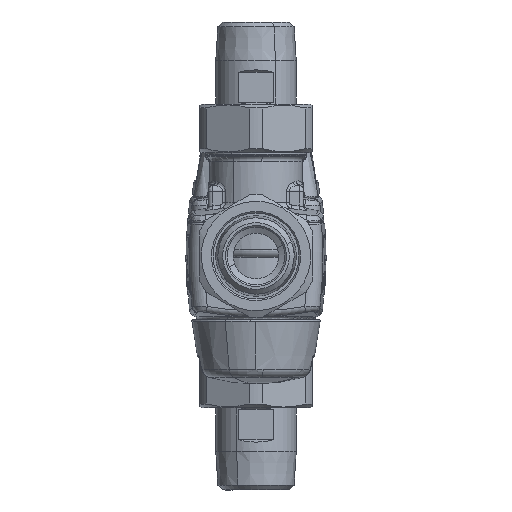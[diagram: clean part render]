
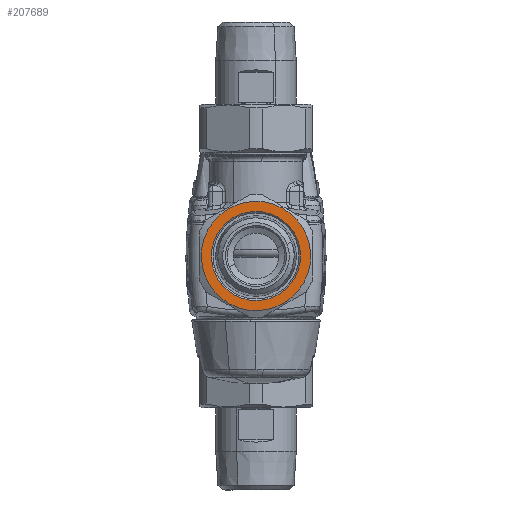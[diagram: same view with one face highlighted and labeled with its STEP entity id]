
A CAD part, front view. The second image highlights one B-rep face of the part: STEP entity #207689.
In plain terms, the highlighted face is planar.
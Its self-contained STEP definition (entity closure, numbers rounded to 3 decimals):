
#207000=CARTESIAN_POINT('Vertex',(8.63,15.796,16.)) ;
#207003=CARTESIAN_POINT('Axis2P3D Location',(0.,0.,16.)) ;
#207007=CARTESIAN_POINT('Vertex',(-8.63,-15.796,16.)) ;
#207190=CARTESIAN_POINT('Axis2P3D Location',(0.,0.,16.)) ;
#207662=CARTESIAN_POINT('Axis2P3D Location',(0.,0.,16.)) ;
#207671=CARTESIAN_POINT('Axis2P3D Location',(0.,0.,16.)) ;
#207675=CARTESIAN_POINT('Vertex',(-7.024,-12.857,16.)) ;
#207677=CARTESIAN_POINT('Vertex',(7.024,12.857,16.)) ;
#207680=CARTESIAN_POINT('Axis2P3D Location',(0.,0.,16.)) ;
#207004=DIRECTION('Axis2P3D Direction',(0.,0.,-1.)) ;
#207191=DIRECTION('Axis2P3D Direction',(0.,0.,-1.)) ;
#207663=DIRECTION('Axis2P3D Direction',(0.,0.,-1.)) ;
#207664=DIRECTION('Axis2P3D XDirection',(1.,0.,0.)) ;
#207672=DIRECTION('Axis2P3D Direction',(0.,0.,-1.)) ;
#207681=DIRECTION('Axis2P3D Direction',(0.,0.,-1.)) ;
#207005=AXIS2_PLACEMENT_3D('Circle Axis2P3D',#207003,#207004,$) ;
#207192=AXIS2_PLACEMENT_3D('Circle Axis2P3D',#207190,#207191,$) ;
#207665=AXIS2_PLACEMENT_3D('Plane Axis2P3D',#207662,#207663,#207664) ;
#207673=AXIS2_PLACEMENT_3D('Circle Axis2P3D',#207671,#207672,$) ;
#207682=AXIS2_PLACEMENT_3D('Circle Axis2P3D',#207680,#207681,$) ;
#207668=ORIENTED_EDGE('',*,*,#207009,.F.) ;
#207669=ORIENTED_EDGE('',*,*,#207194,.F.) ;
#207686=ORIENTED_EDGE('',*,*,#207679,.T.) ;
#207687=ORIENTED_EDGE('',*,*,#207684,.T.) ;
#207688=FACE_BOUND('',#207685,.T.) ;
#207689=ADVANCED_FACE('PartBody',(#207670,#207688),#207666,.F.) ;
#207006=CIRCLE('generated circle',#207005,18.) ;
#207193=CIRCLE('generated circle',#207192,18.) ;
#207674=CIRCLE('generated circle',#207673,14.65) ;
#207683=CIRCLE('generated circle',#207682,14.65) ;
#207009=EDGE_CURVE('',#207001,#207008,#207006,.T.) ;
#207194=EDGE_CURVE('',#207008,#207001,#207193,.T.) ;
#207679=EDGE_CURVE('',#207676,#207678,#207674,.T.) ;
#207684=EDGE_CURVE('',#207678,#207676,#207683,.T.) ;
#207667=EDGE_LOOP('',(#207668,#207669)) ;
#207685=EDGE_LOOP('',(#207686,#207687)) ;
#207670=FACE_OUTER_BOUND('',#207667,.T.) ;
#207666=PLANE('',#207665) ;
#207001=VERTEX_POINT('',#207000) ;
#207008=VERTEX_POINT('',#207007) ;
#207676=VERTEX_POINT('',#207675) ;
#207678=VERTEX_POINT('',#207677) ;
